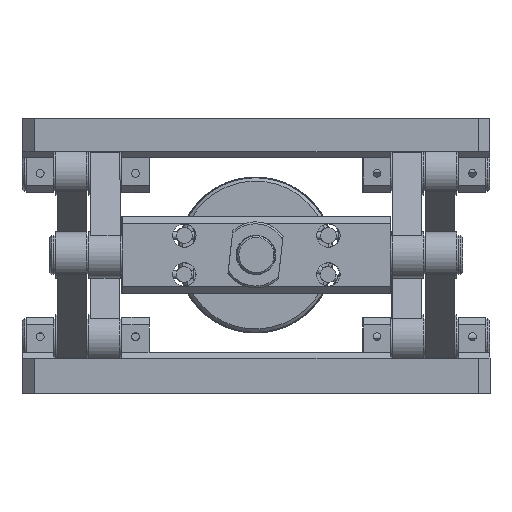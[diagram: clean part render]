
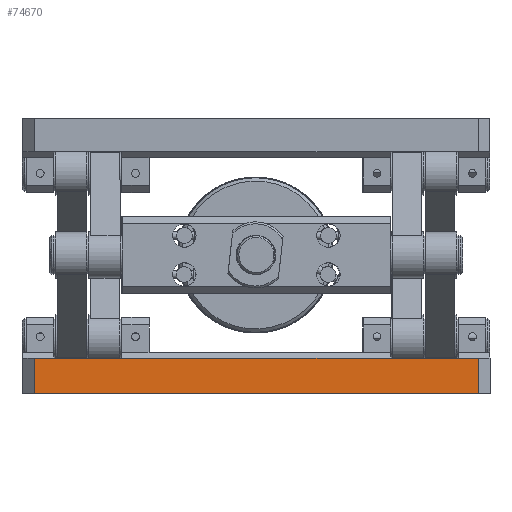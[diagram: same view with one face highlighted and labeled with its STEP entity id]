
A CAD part, left-side view. The second image highlights one B-rep face of the part: STEP entity #74670.
In plain terms, the highlighted planar face has unit normal (-1, -0.001, 0).
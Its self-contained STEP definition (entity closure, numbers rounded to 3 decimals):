
#5631=FACE_OUTER_BOUND('',#9512,.T.);
#9512=EDGE_LOOP('',(#47765,#47766,#47767,#47768));
#14211=LINE('',#104929,#20693);
#14239=LINE('',#105076,#20721);
#14240=LINE('',#105079,#20722);
#14246=LINE('',#105093,#20728);
#20693=VECTOR('',#84687,10.);
#20721=VECTOR('',#84827,10.);
#20722=VECTOR('',#84830,10.);
#20728=VECTOR('',#84842,10.);
#28570=VERTEX_POINT('',#104926);
#28571=VERTEX_POINT('',#104928);
#28633=VERTEX_POINT('',#105072);
#28635=VERTEX_POINT('',#105078);
#36119=EDGE_CURVE('',#28570,#28571,#14211,.T.);
#36193=EDGE_CURVE('',#28633,#28571,#14239,.T.);
#36194=EDGE_CURVE('',#28633,#28635,#14240,.T.);
#36202=EDGE_CURVE('',#28635,#28570,#14246,.T.);
#47765=ORIENTED_EDGE('',*,*,#36193,.T.);
#47766=ORIENTED_EDGE('',*,*,#36119,.F.);
#47767=ORIENTED_EDGE('',*,*,#36202,.F.);
#47768=ORIENTED_EDGE('',*,*,#36194,.F.);
#68283=PLANE('',#78612);
#74670=ADVANCED_FACE('',(#5631),#68283,.T.);
#78612=AXIS2_PLACEMENT_3D('',#105092,#84840,#84841);
#84687=DIRECTION('',(-0.001,1.,0.));
#84827=DIRECTION('',(0.,0.,-1.));
#84830=DIRECTION('',(0.001,-1.,0.));
#84840=DIRECTION('center_axis',(-1.,-0.001,
0.));
#84841=DIRECTION('ref_axis',(0.001,-1.,0.));
#84842=DIRECTION('',(0.,0.,-1.));
#104926=CARTESIAN_POINT('',(-89.947,-36.953,-0.5));
#104928=CARTESIAN_POINT('',(-90.06,77.047,-0.5));
#104929=CARTESIAN_POINT('',(-89.947,-36.953,-0.5));
#105072=CARTESIAN_POINT('',(-90.06,77.047,8.5));
#105076=CARTESIAN_POINT('',(-90.06,77.047,0.));
#105078=CARTESIAN_POINT('',(-89.947,-36.953,8.5));
#105079=CARTESIAN_POINT('',(-90.063,80.047,8.5));
#105092=CARTESIAN_POINT('Origin',(-90.063,80.047,0.));
#105093=CARTESIAN_POINT('',(-89.947,-36.953,0.));
